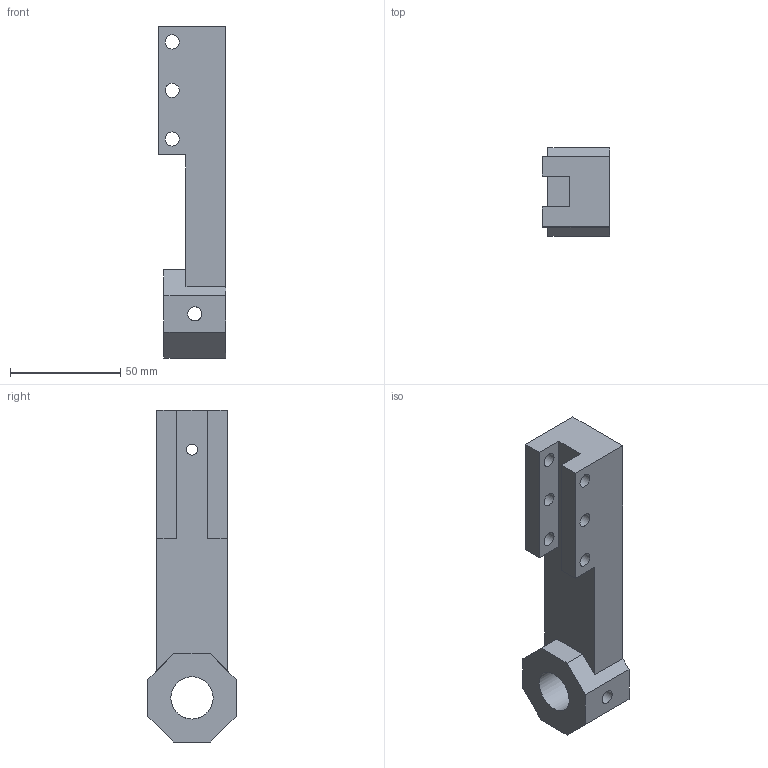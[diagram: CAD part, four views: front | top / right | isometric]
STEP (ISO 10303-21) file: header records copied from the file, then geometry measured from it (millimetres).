
FILE_DESCRIPTION(/* description */ (''),/* implementation_level */ '2;1');
FILE_NAME(/* name */ 'MainArm_04.step',/* time_stamp */ '2025-07-21T16:01:49-07:00',/* author */ (''),/* organization */ (''),/* preprocessor_version */ 'ST-DEVELOPER v20.1',/* originating_system */ 'Autodesk Translation Framework v14.10.0.0',/* authorisation */ '');
FILE_SCHEMA (('AUTOMOTIVE_DESIGN { 1 0 10303 214 3 1 1 }'));
Length unit declared in the file: millimetre
Products named in the file (1): MainArm_04
Bounding box: 30.54 x 40 x 150.56 mm (x, y, z)
Volume: 103852.2 mm3; surface area: 23589.5 mm2
Topology: 1 solids, 1 shells, 33 faces, 95 edges, 64 vertices
Faces by surface type: plane 21, cylinder 12
Full cylindrical faces by diameter (mm): 5 x1, 6 x1, 6.4 x9, 19.2 x1
Entity records: 1255 total; most frequent: CARTESIAN_POINT 296, ORIENTED_EDGE 190, DIRECTION 177, EDGE_CURVE 95, LINE 67, VECTOR 67, VERTEX_POINT 64, EDGE_LOOP 55
